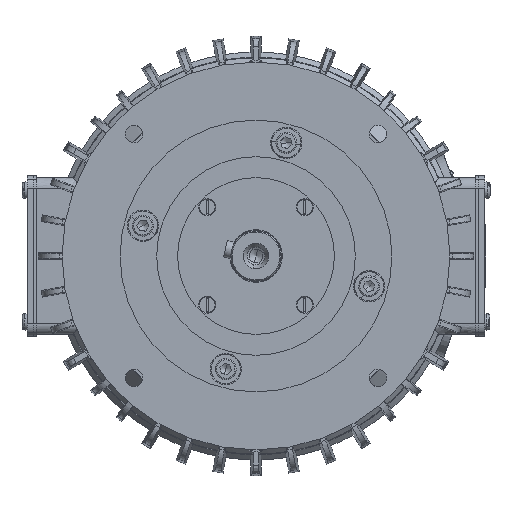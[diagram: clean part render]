
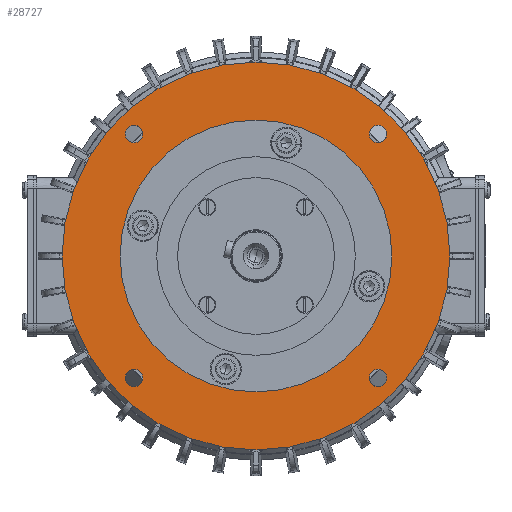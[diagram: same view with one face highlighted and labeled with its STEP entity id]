
A CAD part, left-side view. The second image highlights one B-rep face of the part: STEP entity #28727.
In plain terms, the highlighted planar face has unit normal (-1, 0, 0).
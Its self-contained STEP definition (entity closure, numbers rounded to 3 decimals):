
#7863=CARTESIAN_POINT('',(-3.,-65.,0.));
#7864=VERTEX_POINT('',#7863);
#7880=CARTESIAN_POINT('',(-3.,65.,0.));
#7881=VERTEX_POINT('',#7880);
#7888=CARTESIAN_POINT('',(-3.,0.,0.));
#7889=DIRECTION('',(-1.0,0.0,0.0));
#7890=DIRECTION('',(0.0,-1.0,0.0));
#7891=AXIS2_PLACEMENT_3D('',#7888,#7889,#7890);
#7892=CIRCLE('',#7891,65.0);
#7893=EDGE_CURVE('',#7881,#7864,#7892,.T.);
#7903=CARTESIAN_POINT('',(-3.,-92.75,0.));
#7904=VERTEX_POINT('',#7903);
#7913=CARTESIAN_POINT('',(-3.,92.75,0.));
#7914=VERTEX_POINT('',#7913);
#7915=CARTESIAN_POINT('',(-3.,0.,0.));
#7916=DIRECTION('',(-1.0,0.0,0.0));
#7917=DIRECTION('',(0.0,-1.0,0.0));
#7918=AXIS2_PLACEMENT_3D('',#7915,#7916,#7917);
#7919=CIRCLE('',#7918,92.75);
#7920=EDGE_CURVE('',#7914,#7904,#7919,.T.);
#7968=CARTESIAN_POINT('',(-3.,54.148,58.336));
#7969=VERTEX_POINT('',#7968);
#7992=CARTESIAN_POINT('',(-3.,62.524,58.336));
#7993=VERTEX_POINT('',#7992);
#8000=CARTESIAN_POINT('',(-3.,58.336,58.336));
#8001=DIRECTION('',(1.0,0.0,0.0));
#8002=DIRECTION('',(0.0,-1.0,0.0));
#8003=AXIS2_PLACEMENT_3D('',#8000,#8001,#8002);
#8004=CIRCLE('',#8003,4.188);
#8005=EDGE_CURVE('',#7969,#7993,#8004,.T.);
#8038=CARTESIAN_POINT('',(-3.,-58.336,54.148));
#8039=VERTEX_POINT('',#8038);
#8062=CARTESIAN_POINT('',(-3.,-58.336,62.524));
#8063=VERTEX_POINT('',#8062);
#8070=CARTESIAN_POINT('',(-3.,-58.336,58.336));
#8071=DIRECTION('',(1.0,0.0,0.0));
#8072=DIRECTION('',(0.0,0.0,-1.0));
#8073=AXIS2_PLACEMENT_3D('',#8070,#8071,#8072);
#8074=CIRCLE('',#8073,4.188);
#8075=EDGE_CURVE('',#8039,#8063,#8074,.T.);
#8108=CARTESIAN_POINT('',(-3.,-54.148,-58.336));
#8109=VERTEX_POINT('',#8108);
#8134=CARTESIAN_POINT('',(-3.,-62.524,-58.336));
#8135=VERTEX_POINT('',#8134);
#8142=CARTESIAN_POINT('',(-3.,-58.336,-58.336));
#8143=DIRECTION('',(1.0,0.0,0.0));
#8144=DIRECTION('',(0.0,1.0,0.0));
#8145=AXIS2_PLACEMENT_3D('',#8142,#8143,#8144);
#8146=CIRCLE('',#8145,4.188);
#8147=EDGE_CURVE('',#8109,#8135,#8146,.T.);
#8180=CARTESIAN_POINT('',(-3.,58.336,-54.148));
#8181=VERTEX_POINT('',#8180);
#8206=CARTESIAN_POINT('',(-3.,58.336,-62.524));
#8207=VERTEX_POINT('',#8206);
#8214=CARTESIAN_POINT('',(-3.,58.336,-58.336));
#8215=DIRECTION('',(1.0,0.0,0.0));
#8216=DIRECTION('',(0.0,0.0,1.0));
#8217=AXIS2_PLACEMENT_3D('',#8214,#8215,#8216);
#8218=CIRCLE('',#8217,4.188);
#8219=EDGE_CURVE('',#8181,#8207,#8218,.T.);
#28529=CARTESIAN_POINT('',(-3.,58.336,-58.336));
#28530=DIRECTION('',(1.0,0.0,0.0));
#28531=DIRECTION('',(0.0,0.0,1.0));
#28532=AXIS2_PLACEMENT_3D('',#28529,#28530,#28531);
#28533=CIRCLE('',#28532,4.188);
#28534=EDGE_CURVE('',#8207,#8181,#28533,.T.);
#28575=CARTESIAN_POINT('',(-3.,-58.336,-58.336));
#28576=DIRECTION('',(1.0,0.0,0.0));
#28577=DIRECTION('',(0.0,1.0,0.0));
#28578=AXIS2_PLACEMENT_3D('',#28575,#28576,#28577);
#28579=CIRCLE('',#28578,4.188);
#28580=EDGE_CURVE('',#8135,#8109,#28579,.T.);
#28621=CARTESIAN_POINT('',(-3.,-58.336,58.336));
#28622=DIRECTION('',(1.0,0.0,0.0));
#28623=DIRECTION('',(0.0,0.0,-1.0));
#28624=AXIS2_PLACEMENT_3D('',#28621,#28622,#28623);
#28625=CIRCLE('',#28624,4.188);
#28626=EDGE_CURVE('',#8063,#8039,#28625,.T.);
#28667=CARTESIAN_POINT('',(-3.,58.336,58.336));
#28668=DIRECTION('',(1.0,0.0,0.0));
#28669=DIRECTION('',(0.0,-1.0,0.0));
#28670=AXIS2_PLACEMENT_3D('',#28667,#28668,#28669);
#28671=CIRCLE('',#28670,4.188);
#28672=EDGE_CURVE('',#7993,#7969,#28671,.T.);
#28686=CARTESIAN_POINT('',(-3.,0.,0.));
#28687=DIRECTION('',(-1.0,0.0,0.0));
#28688=DIRECTION('',(0.0,-1.0,0.0));
#28689=AXIS2_PLACEMENT_3D('',#28686,#28687,#28688);
#28690=PLANE('',#28689);
#28691=ORIENTED_EDGE('',*,*,#7920,.T.);
#28692=CARTESIAN_POINT('',(-3.,0.,0.));
#28693=DIRECTION('',(-1.0,0.0,0.0));
#28694=DIRECTION('',(0.0,-1.0,0.0));
#28695=AXIS2_PLACEMENT_3D('',#28692,#28693,#28694);
#28696=CIRCLE('',#28695,92.75);
#28697=EDGE_CURVE('',#7904,#7914,#28696,.T.);
#28698=ORIENTED_EDGE('',*,*,#28697,.T.);
#28699=EDGE_LOOP('',(#28691,#28698));
#28700=FACE_OUTER_BOUND('',#28699,.T.);
#28701=ORIENTED_EDGE('',*,*,#8219,.T.);
#28702=ORIENTED_EDGE('',*,*,#28534,.T.);
#28703=EDGE_LOOP('',(#28701,#28702));
#28704=FACE_BOUND('',#28703,.T.);
#28705=ORIENTED_EDGE('',*,*,#8147,.T.);
#28706=ORIENTED_EDGE('',*,*,#28580,.T.);
#28707=EDGE_LOOP('',(#28705,#28706));
#28708=FACE_BOUND('',#28707,.T.);
#28709=ORIENTED_EDGE('',*,*,#8075,.T.);
#28710=ORIENTED_EDGE('',*,*,#28626,.T.);
#28711=EDGE_LOOP('',(#28709,#28710));
#28712=FACE_BOUND('',#28711,.T.);
#28713=ORIENTED_EDGE('',*,*,#8005,.T.);
#28714=ORIENTED_EDGE('',*,*,#28672,.T.);
#28715=EDGE_LOOP('',(#28713,#28714));
#28716=FACE_BOUND('',#28715,.T.);
#28717=ORIENTED_EDGE('',*,*,#7893,.F.);
#28718=CARTESIAN_POINT('',(-3.,0.,0.));
#28719=DIRECTION('',(-1.0,0.0,0.0));
#28720=DIRECTION('',(0.0,-1.0,0.0));
#28721=AXIS2_PLACEMENT_3D('',#28718,#28719,#28720);
#28722=CIRCLE('',#28721,65.0);
#28723=EDGE_CURVE('',#7864,#7881,#28722,.T.);
#28724=ORIENTED_EDGE('',*,*,#28723,.F.);
#28725=EDGE_LOOP('',(#28717,#28724));
#28726=FACE_BOUND('',#28725,.T.);
#28727=ADVANCED_FACE('',(#28700,#28704,#28708,#28712,#28716,#28726),#28690,.T.);
